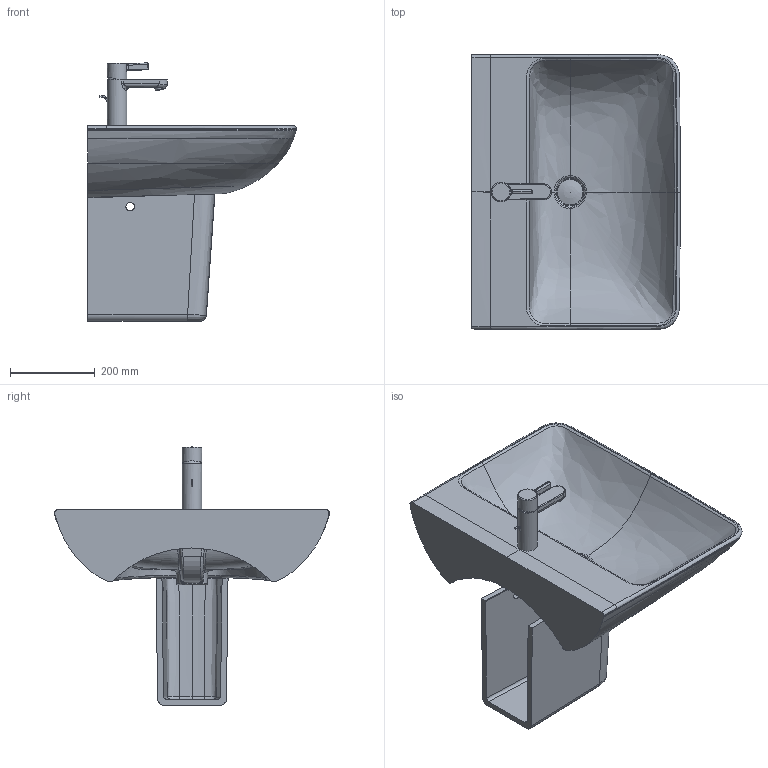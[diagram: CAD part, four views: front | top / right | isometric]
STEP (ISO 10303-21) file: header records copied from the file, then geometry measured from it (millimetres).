
FILE_DESCRIPTION((''),'2;1');
FILE_NAME('233565_1.stp','2015-06-09T13:41:56',('Administrator'),(''),'Autodesk Inventor 2011','Autodesk Inventor 2011','');
FILE_SCHEMA(('CONFIG_CONTROL_DESIGN'));
Length unit declared in the file: millimetre
Products named in the file (11): 233565_1; 233565; 085840; Armatur Durastyle Waschtisch; Fassung Sieb; Griff; Gehäuse; Hebel_Ventil; Gleitring; Kelch; Stopfen
Assembly tree (10 placements, depth 3):
  233565_1
    233565
    085840
    Armatur Durastyle Waschtisch
      Fassung Sieb
      Griff
      Gehäuse
      Hebel_Ventil
      Gleitring
    Kelch
    Stopfen
Bounding box: 492.19 x 650 x 609.54 mm (x, y, z)
Volume: 18595381.5 mm3; surface area: 1597570.5 mm2
Topology: 8 solids, 10 shells, 315 faces, 767 edges, 462 vertices
Faces by surface type: bspline 132, cylinder 78, plane 76, torus 16, sphere 9, cone 4
Full cylindrical faces by diameter (mm): 4 x2, 20 x2, 20.15 x1, 21.15 x1, 23.15 x1, 35 x1, 42 x1, 44 x1, 46 x2, 46.21 x1, 60 x1
Entity records: 93717 total; most frequent: CARTESIAN_POINT 86650, ORIENTED_EDGE 1438, DIRECTION 1133, EDGE_CURVE 721, AXIS2_PLACEMENT_3D 459, VERTEX_POINT 449, EDGE_LOOP 372, FACE_OUTER_BOUND 314
